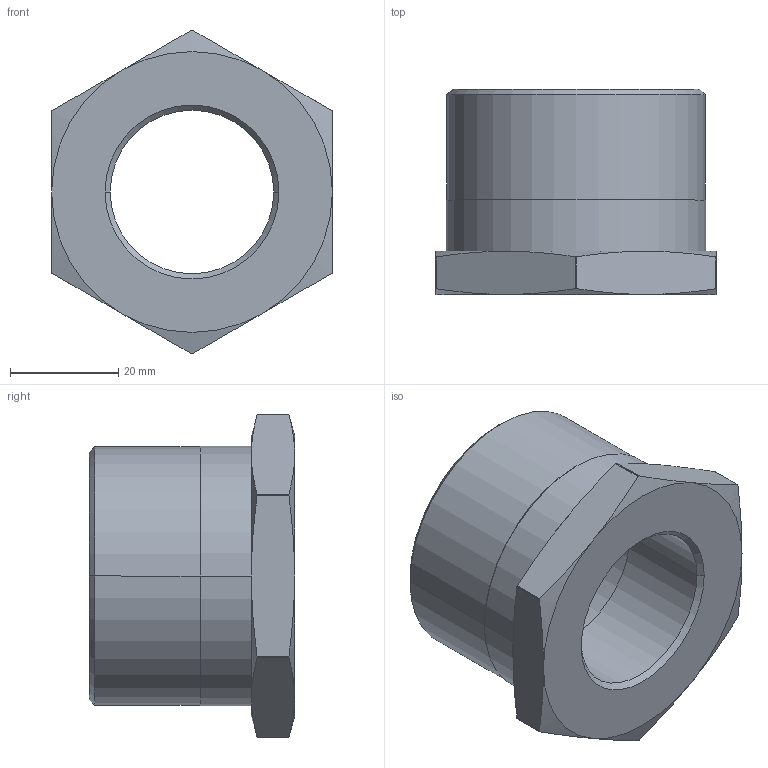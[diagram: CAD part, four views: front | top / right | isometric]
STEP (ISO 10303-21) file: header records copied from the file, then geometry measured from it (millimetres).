
FILE_DESCRIPTION (( 'STEP AP214' ), '1' );
FILE_NAME ('heco_RS-112-100-I.STEP', '2017-05-17T09:05:44', ( '' ), ( '' ), 'SwSTEP 2.0', 'SolidWorks 2016', '' );
FILE_SCHEMA (( 'AUTOMOTIVE_DESIGN' ));
Length unit declared in the file: millimetre
Products named in the file (1): heco_RS-112-100-I
Bounding box: 52 x 38 x 59.95 mm (x, y, z)
Volume: 41787.1 mm3; surface area: 12744 mm2
Topology: 1 solids, 1 shells, 217 faces, 553 edges, 362 vertices
Faces by surface type: plane 98, bspline 79, cylinder 20, cone 20
Entity records: 12705 total; most frequent: CARTESIAN_POINT 6268, ORIENTED_EDGE 1106, DIRECTION 661, EDGE_CURVE 553, VERTEX_POINT 362, VECTOR 311, LINE 311, EDGE_LOOP 243
